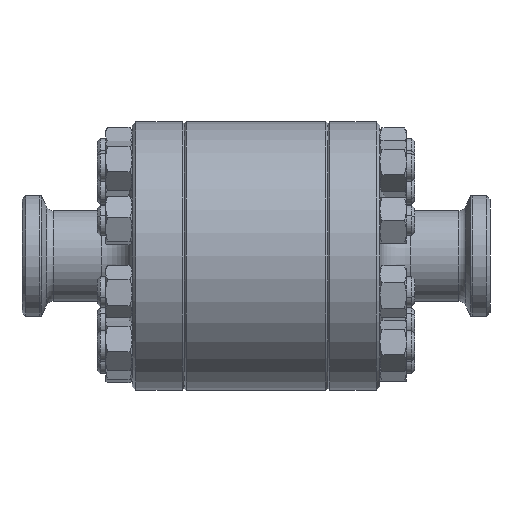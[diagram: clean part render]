
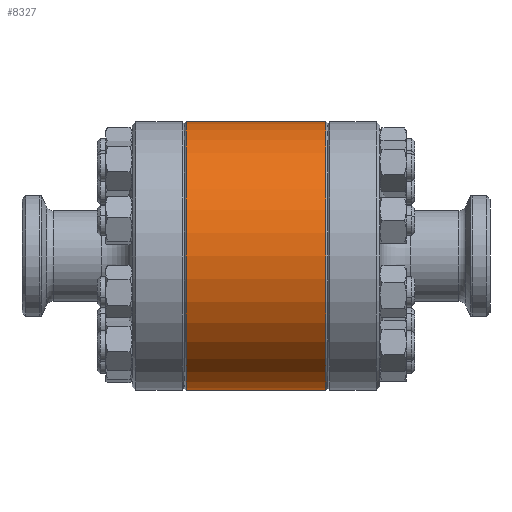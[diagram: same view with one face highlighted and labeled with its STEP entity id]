
A CAD part, front view. The second image highlights one B-rep face of the part: STEP entity #8327.
In plain terms, the highlighted cylindrical face has radius 56.363 mm (diameter 112.725 mm), a partial arc.
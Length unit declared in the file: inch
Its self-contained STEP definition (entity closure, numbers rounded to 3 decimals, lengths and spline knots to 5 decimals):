
#2740 = CIRCLE ( 'NONE', #64301, 2.219 ) ;
#3663 = ORIENTED_EDGE ( 'NONE', *, *, #59117, .T. ) ;
#3787 = VERTEX_POINT ( 'NONE', #46098 ) ;
#4964 = DIRECTION ( 'NONE',  ( -1., 0., 0. ) ) ;
#6489 = CIRCLE ( 'NONE', #18289, 2.219 ) ;
#8327 = ADVANCED_FACE ( 'NONE', ( #57428 ), #64841, .T. ) ;
#10162 = CARTESIAN_POINT ( 'NONE',  ( 2.49694, 2.31569, 1.3551 ) ) ;
#12816 = AXIS2_PLACEMENT_3D ( 'NONE', #60447, #50067, #39622 ) ;
#13571 = VERTEX_POINT ( 'NONE', #10162 ) ;
#13939 = ORIENTED_EDGE ( 'NONE', *, *, #29406, .F. ) ;
#14956 = CARTESIAN_POINT ( 'NONE',  ( 2.49694, 2.31569, 5.7931 ) ) ;
#15108 = CARTESIAN_POINT ( 'NONE',  ( 0.18194, 2.31569, 3.5741 ) ) ;
#15840 = CARTESIAN_POINT ( 'NONE',  ( -0.37233, 2.31569, 1.3551 ) ) ;
#16176 = DIRECTION ( 'NONE',  ( -1., 0., 0. ) ) ;
#17869 = EDGE_CURVE ( 'NONE', #20615, #47576, #50251, .T. ) ;
#18289 = AXIS2_PLACEMENT_3D ( 'NONE', #21470, #58433, #26728 ) ;
#19364 = ORIENTED_EDGE ( 'NONE', *, *, #24450, .F. ) ;
#20507 = DIRECTION ( 'NONE',  ( 0., 0., 1. ) ) ;
#20615 = VERTEX_POINT ( 'NONE', #14956 ) ;
#21470 = CARTESIAN_POINT ( 'NONE',  ( 2.49694, 2.31569, 3.5741 ) ) ;
#23699 = LINE ( 'NONE', #15840, #64201 ) ;
#24450 = EDGE_CURVE ( 'NONE', #13571, #3787, #23699, .T. ) ;
#26728 = DIRECTION ( 'NONE',  ( 0., 0., 1. ) ) ;
#29406 = EDGE_CURVE ( 'NONE', #3787, #47576, #2740, .T. ) ;
#37826 = VECTOR ( 'NONE', #16176, 39.37008 ) ;
#39622 = DIRECTION ( 'NONE',  ( 0., 0., 1. ) ) ;
#45018 = EDGE_LOOP ( 'NONE', ( #19364, #3663, #51076, #13939 ) ) ;
#46098 = CARTESIAN_POINT ( 'NONE',  ( 0.18194, 2.31569, 1.3551 ) ) ;
#47576 = VERTEX_POINT ( 'NONE', #52082 ) ;
#50067 = DIRECTION ( 'NONE',  ( -1., 0., 0. ) ) ;
#50251 = LINE ( 'NONE', #52813, #37826 ) ;
#51076 = ORIENTED_EDGE ( 'NONE', *, *, #17869, .T. ) ;
#52082 = CARTESIAN_POINT ( 'NONE',  ( 0.18194, 2.31569, 5.7931 ) ) ;
#52200 = DIRECTION ( 'NONE',  ( -1., 0., 0. ) ) ;
#52813 = CARTESIAN_POINT ( 'NONE',  ( -0.37233, 2.31569, 5.7931 ) ) ;
#57428 = FACE_OUTER_BOUND ( 'NONE', #45018, .T. ) ;
#58433 = DIRECTION ( 'NONE',  ( -1., 0., 0. ) ) ;
#59117 = EDGE_CURVE ( 'NONE', #13571, #20615, #6489, .T. ) ;
#60447 = CARTESIAN_POINT ( 'NONE',  ( -0.37233, 2.31569, 3.5741 ) ) ;
#64201 = VECTOR ( 'NONE', #4964, 39.37008 ) ;
#64301 = AXIS2_PLACEMENT_3D ( 'NONE', #15108, #52200, #20507 ) ;
#64841 = CYLINDRICAL_SURFACE ( 'NONE', #12816, 2.219 ) ;
